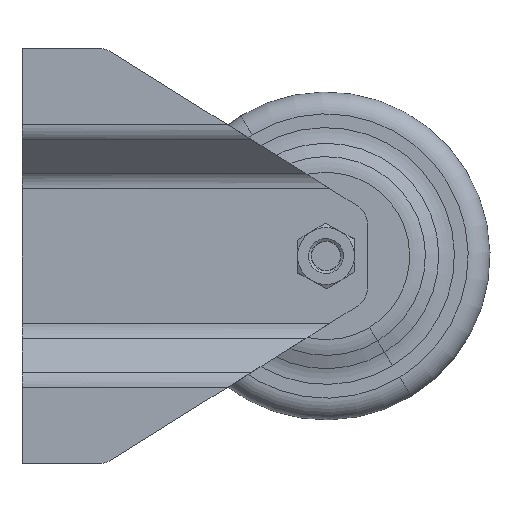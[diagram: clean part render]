
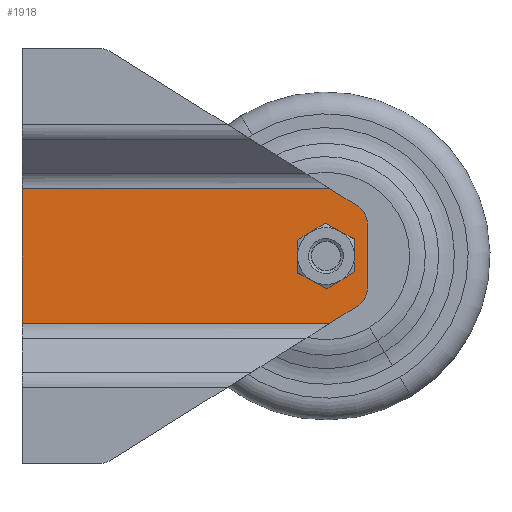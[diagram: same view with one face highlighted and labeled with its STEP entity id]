
A CAD part, left-side view. The second image highlights one B-rep face of the part: STEP entity #1918.
In plain terms, the highlighted planar face has unit normal (-1, 0, 0).
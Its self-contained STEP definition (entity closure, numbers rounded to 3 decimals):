
#170 = DIRECTION ( 'NONE',  ( 0., 1., 0. ) ) ;
#190 = CARTESIAN_POINT ( 'NONE',  ( 53.946, 0., 137.616 ) ) ;
#197 = CARTESIAN_POINT ( 'NONE',  ( 53.946, -79., 62.929 ) ) ;
#239 = DIRECTION ( 'NONE',  ( 0., 0., -1. ) ) ;
#293 = DIRECTION ( 'NONE',  ( 0., -1., 0. ) ) ;
#294 = DIRECTION ( 'NONE',  ( 1., 0., 0. ) ) ;
#296 = PLANE ( 'NONE',  #3947 ) ;
#305 = CARTESIAN_POINT ( 'NONE',  ( 53.946, -79., 137.616 ) ) ;
#399 = DIRECTION ( 'NONE',  ( -1., 0., 0. ) ) ;
#400 = DIRECTION ( 'NONE',  ( 0., 1., 0. ) ) ;
#460 = DIRECTION ( 'NONE',  ( -1., 0., 0. ) ) ;
#504 = DIRECTION ( 'NONE',  ( 0., -0.848, -0.53 ) ) ;
#514 = DIRECTION ( 'NONE',  ( 0., 1., 0. ) ) ;
#520 = CARTESIAN_POINT ( 'NONE',  ( 53.946, -42.991, 80.005 ) ) ;
#530 = CARTESIAN_POINT ( 'NONE',  ( 53.946, -69.5, 47.5 ) ) ;
#544 = DIRECTION ( 'NONE',  ( 0., 0., -1. ) ) ;
#554 = CARTESIAN_POINT ( 'NONE',  ( 53.946, -79., 137.616 ) ) ;
#592 = CARTESIAN_POINT ( 'NONE',  ( 53.946, -69.5, 47.5 ) ) ;
#652 = CARTESIAN_POINT ( 'NONE',  ( 53.946, -70.312, 62.929 ) ) ;
#683 = CARTESIAN_POINT ( 'NONE',  ( 53.946, -65.5, 47.5 ) ) ;
#687 = CARTESIAN_POINT ( 'NONE',  ( 53.946, 0., 62.929 ) ) ;
#701 = CARTESIAN_POINT ( 'NONE',  ( 53.946, -70.312, 32.071 ) ) ;
#1043 = CARTESIAN_POINT ( 'NONE',  ( 53.946, -79., 54.727 ) ) ;
#1055 = CARTESIAN_POINT ( 'NONE',  ( 53.946, 0., 32.071 ) ) ;
#1080 = CARTESIAN_POINT ( 'NONE',  ( 53.946, -73.5, 47.5 ) ) ;
#1087 = CARTESIAN_POINT ( 'NONE',  ( 53.946, -76.65, 36.033 ) ) ;
#1089 = CARTESIAN_POINT ( 'NONE',  ( 53.946, -79., 40.273 ) ) ;
#1207 = CARTESIAN_POINT ( 'NONE',  ( 53.946, -76.65, 58.967 ) ) ;
#1355 = ORIENTED_EDGE ( 'NONE', *, *, #3027, .F. ) ;
#1359 = ORIENTED_EDGE ( 'NONE', *, *, #1804, .F. ) ;
#1367 = ORIENTED_EDGE ( 'NONE', *, *, #1865, .T. ) ;
#1648 = DIRECTION ( 'NONE',  ( -1., 0., 0. ) ) ;
#1650 = CARTESIAN_POINT ( 'NONE',  ( 53.946, -74., 40.273 ) ) ;
#1655 = DIRECTION ( 'NONE',  ( 0., -1., 0. ) ) ;
#1660 = DIRECTION ( 'NONE',  ( 0., 1., 0. ) ) ;
#1668 = CARTESIAN_POINT ( 'NONE',  ( 53.946, -79., 32.071 ) ) ;
#1684 = DIRECTION ( 'NONE',  ( 0., -0.848, 0.53 ) ) ;
#1687 = CARTESIAN_POINT ( 'NONE',  ( 53.946, -123.996, 65.625 ) ) ;
#1709 = CARTESIAN_POINT ( 'NONE',  ( 53.946, -74., 54.727 ) ) ;
#1710 = DIRECTION ( 'NONE',  ( -1., 0., 0. ) ) ;
#1711 = DIRECTION ( 'NONE',  ( 0., -1., 0. ) ) ;
#1795 = EDGE_CURVE ( 'NONE', #3866, #2218, #3829, .T. ) ;
#1801 = AXIS2_PLACEMENT_3D ( 'NONE', #530, #460, #514 ) ;
#1802 = EDGE_CURVE ( 'NONE', #2218, #3866, #3824, .T. ) ;
#1803 = EDGE_CURVE ( 'NONE', #2245, #2217, #3823, .T. ) ;
#1804 = EDGE_CURVE ( 'NONE', #3889, #2037, #3825, .T. ) ;
#1805 = AXIS2_PLACEMENT_3D ( 'NONE', #592, #399, #400 ) ;
#1865 = EDGE_CURVE ( 'NONE', #3889, #3863, #3749, .T. ) ;
#1868 = EDGE_CURVE ( 'NONE', #3863, #2237, #3746, .T. ) ;
#1918 = ADVANCED_FACE ( 'NONE', ( #3670, #3667 ), #296, .F. ) ;
#2037 = VERTEX_POINT ( 'NONE', #1207 ) ;
#2212 = VERTEX_POINT ( 'NONE', #1087 ) ;
#2217 = VERTEX_POINT ( 'NONE', #1089 ) ;
#2218 = VERTEX_POINT ( 'NONE', #1080 ) ;
#2237 = VERTEX_POINT ( 'NONE', #1055 ) ;
#2245 = VERTEX_POINT ( 'NONE', #1043 ) ;
#2411 = ORIENTED_EDGE ( 'NONE', *, *, #1803, .F. ) ;
#2424 = ORIENTED_EDGE ( 'NONE', *, *, #1795, .F. ) ;
#2430 = ORIENTED_EDGE ( 'NONE', *, *, #3029, .T. ) ;
#2434 = ORIENTED_EDGE ( 'NONE', *, *, #3038, .T. ) ;
#2536 = ORIENTED_EDGE ( 'NONE', *, *, #1868, .T. ) ;
#2604 = ORIENTED_EDGE ( 'NONE', *, *, #1802, .F. ) ;
#2605 = ORIENTED_EDGE ( 'NONE', *, *, #3035, .T. ) ;
#2851 = CIRCLE ( 'NONE', #3238, 5. ) ;
#2856 = CIRCLE ( 'NONE', #3240, 5. ) ;
#2864 = VECTOR ( 'NONE', #1684, 1000. ) ;
#2867 = VECTOR ( 'NONE', #1660, 1000. ) ;
#2868 = LINE ( 'NONE', #1687, #2864 ) ;
#2869 = LINE ( 'NONE', #1668, #2867 ) ;
#3027 = EDGE_CURVE ( 'NONE', #3846, #2237, #2869, .T. ) ;
#3029 = EDGE_CURVE ( 'NONE', #3846, #2212, #2868, .T. ) ;
#3035 = EDGE_CURVE ( 'NONE', #2245, #2037, #2856, .T. ) ;
#3038 = EDGE_CURVE ( 'NONE', #2212, #2217, #2851, .T. ) ;
#3238 = AXIS2_PLACEMENT_3D ( 'NONE', #1650, #1648, #1655 ) ;
#3240 = AXIS2_PLACEMENT_3D ( 'NONE', #1709, #1710, #1711 ) ;
#3465 = EDGE_LOOP ( 'NONE', ( #2411, #2605, #1359, #1367, #2536, #1355, #2430, #2434 ) ) ;
#3483 = EDGE_LOOP ( 'NONE', ( #2424, #2604 ) ) ;
#3667 = FACE_OUTER_BOUND ( 'NONE', #3465, .T. ) ;
#3670 = FACE_BOUND ( 'NONE', #3483, .T. ) ;
#3739 = VECTOR ( 'NONE', #239, 1000. ) ;
#3745 = VECTOR ( 'NONE', #170, 1000. ) ;
#3746 = LINE ( 'NONE', #190, #3739 ) ;
#3749 = LINE ( 'NONE', #197, #3745 ) ;
#3819 = VECTOR ( 'NONE', #504, 1000. ) ;
#3821 = VECTOR ( 'NONE', #544, 1000. ) ;
#3823 = LINE ( 'NONE', #554, #3821 ) ;
#3824 = CIRCLE ( 'NONE', #1801, 4. ) ;
#3825 = LINE ( 'NONE', #520, #3819 ) ;
#3829 = CIRCLE ( 'NONE', #1805, 4. ) ;
#3846 = VERTEX_POINT ( 'NONE', #701 ) ;
#3863 = VERTEX_POINT ( 'NONE', #687 ) ;
#3866 = VERTEX_POINT ( 'NONE', #683 ) ;
#3889 = VERTEX_POINT ( 'NONE', #652 ) ;
#3947 = AXIS2_PLACEMENT_3D ( 'NONE', #305, #294, #293 ) ;
